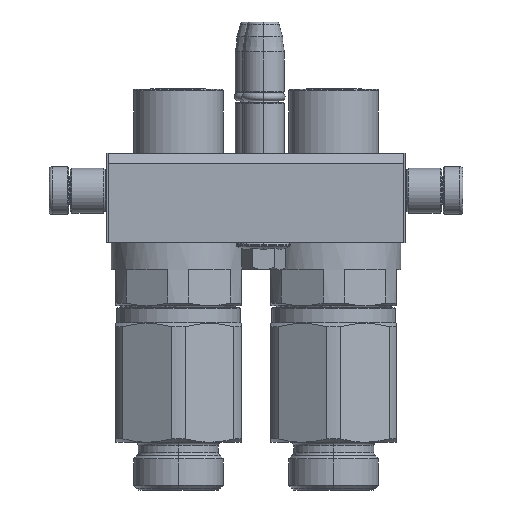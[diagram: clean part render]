
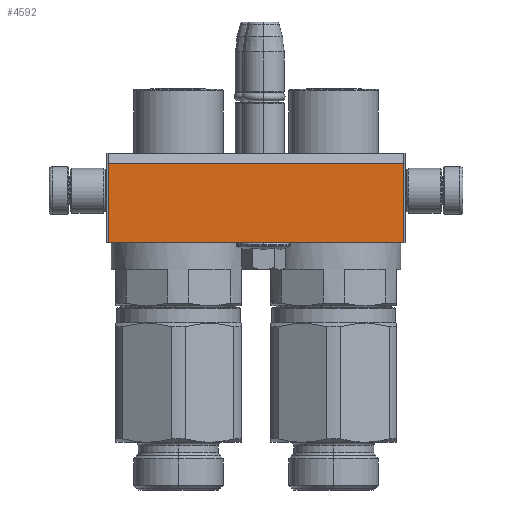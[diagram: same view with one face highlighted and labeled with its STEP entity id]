
A CAD part, left-side view. The second image highlights one B-rep face of the part: STEP entity #4592.
In plain terms, the highlighted face is planar.
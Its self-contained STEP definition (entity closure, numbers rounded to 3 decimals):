
#553 = CARTESIAN_POINT ( 'NONE',  ( -49.5, 11.536, 56. ) ) ;
#3951 = CARTESIAN_POINT ( 'NONE',  ( 49.5, -15., 56. ) ) ;
#4552 = CARTESIAN_POINT ( 'NONE',  ( -49.5, -15., 56. ) ) ;
#4592 = ADVANCED_FACE ( 'NONE', ( #17045 ), #17953, .T. ) ;
#8899 = CARTESIAN_POINT ( 'NONE',  ( -49.5, -15., 56. ) ) ;
#10696 = VECTOR ( 'NONE', #41508, 1000. ) ;
#11655 = LINE ( 'NONE', #24531, #46069 ) ;
#15283 = EDGE_CURVE ( 'NONE', #66418, #35946, #41109, .T. ) ;
#15769 = ORIENTED_EDGE ( 'NONE', *, *, #26602, .T. ) ;
#16346 = AXIS2_PLACEMENT_3D ( 'NONE', #44204, #39325, #28042 ) ;
#17045 = FACE_OUTER_BOUND ( 'NONE', #53875, .T. ) ;
#17953 = PLANE ( 'NONE',  #16346 ) ;
#18807 = DIRECTION ( 'NONE',  ( 1., 0., 0. ) ) ;
#19299 = VECTOR ( 'NONE', #18807, 1000. ) ;
#24531 = CARTESIAN_POINT ( 'NONE',  ( -49.5, -15., 56. ) ) ;
#26602 = EDGE_CURVE ( 'NONE', #35946, #56646, #46779, .T. ) ;
#27740 = VERTEX_POINT ( 'NONE', #553 ) ;
#28042 = DIRECTION ( 'NONE',  ( 1., 0., 0. ) ) ;
#34815 = ORIENTED_EDGE ( 'NONE', *, *, #15283, .T. ) ;
#35946 = VERTEX_POINT ( 'NONE', #45189 ) ;
#39325 = DIRECTION ( 'NONE',  ( 0., 0., 1. ) ) ;
#40252 = DIRECTION ( 'NONE',  ( 1., 0., 0. ) ) ;
#41109 = LINE ( 'NONE', #8899, #19299 ) ;
#41380 = LINE ( 'NONE', #67499, #61517 ) ;
#41508 = DIRECTION ( 'NONE',  ( 0., 1., 0. ) ) ;
#44204 = CARTESIAN_POINT ( 'NONE',  ( -50., -15., 56. ) ) ;
#45189 = CARTESIAN_POINT ( 'NONE',  ( 49.5, -15., 56. ) ) ;
#46069 = VECTOR ( 'NONE', #57088, 1000. ) ;
#46779 = LINE ( 'NONE', #3951, #10696 ) ;
#52386 = ORIENTED_EDGE ( 'NONE', *, *, #55151, .F. ) ;
#53875 = EDGE_LOOP ( 'NONE', ( #34815, #15769, #56574, #52386 ) ) ;
#55151 = EDGE_CURVE ( 'NONE', #66418, #27740, #11655, .T. ) ;
#56574 = ORIENTED_EDGE ( 'NONE', *, *, #60746, .F. ) ;
#56646 = VERTEX_POINT ( 'NONE', #61833 ) ;
#57088 = DIRECTION ( 'NONE',  ( 0., 1., 0. ) ) ;
#60746 = EDGE_CURVE ( 'NONE', #27740, #56646, #41380, .T. ) ;
#61517 = VECTOR ( 'NONE', #40252, 1000. ) ;
#61833 = CARTESIAN_POINT ( 'NONE',  ( 49.5, 11.536, 56. ) ) ;
#66418 = VERTEX_POINT ( 'NONE', #4552 ) ;
#67499 = CARTESIAN_POINT ( 'NONE',  ( -49.5, 11.536, 56. ) ) ;
